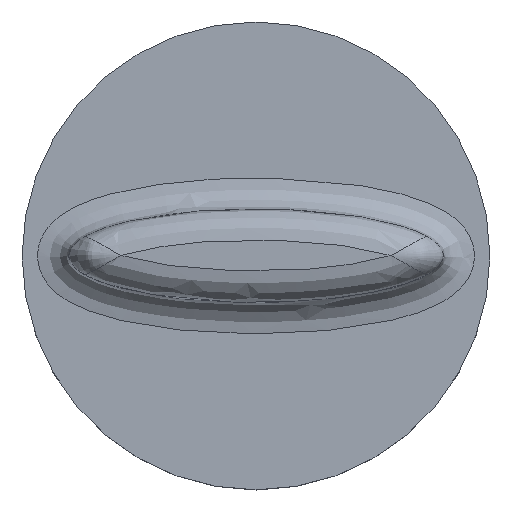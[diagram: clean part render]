
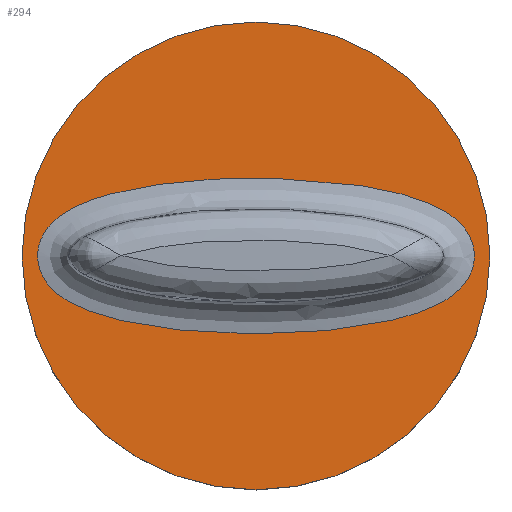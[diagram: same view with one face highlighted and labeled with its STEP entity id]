
A CAD part, top view. The second image highlights one B-rep face of the part: STEP entity #294.
In plain terms, the highlighted planar face has unit normal (0, 0, 1).
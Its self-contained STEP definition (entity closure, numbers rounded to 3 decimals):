
#102=CARTESIAN_POINT('',(-126.,-0.,180.));
#103=VERTEX_POINT('',#102);
#110=CARTESIAN_POINT('',(-111.,0.,180.));
#111=DIRECTION('',(-0.,-0.,1.));
#112=DIRECTION('',(-1.,0.,0.));
#113=AXIS2_PLACEMENT_3D('',#110,#111,#112);
#114=CIRCLE('',#113,15.);
#115=EDGE_CURVE('',#103,#103,#114,.T.);
#128=CARTESIAN_POINT('',(509.,0.,180.));
#129=DIRECTION('',(0.,0.,1.));
#130=DIRECTION('',(1.,0.,0.));
#131=AXIS2_PLACEMENT_3D('',#128,#129,#130);
#132=PLANE('',#131);
#133=CARTESIAN_POINT('',(-97.004,-0.14,180.));
#134=VERTEX_POINT('',#133);
#135=CARTESIAN_POINT('',(-97.004,-0.14,180.));
#136=CARTESIAN_POINT('',(-97.021,-0.48,180.));
#137=CARTESIAN_POINT('',(-97.099,-0.804,180.));
#138=CARTESIAN_POINT('',(-97.233,-1.114,180.));
#139=CARTESIAN_POINT('',(-97.3,-1.269,180.));
#140=CARTESIAN_POINT('',(-97.38,-1.418,180.));
#141=CARTESIAN_POINT('',(-97.471,-1.559,180.));
#142=CARTESIAN_POINT('',(-97.561,-1.7,180.));
#143=CARTESIAN_POINT('',(-97.663,-1.833,180.));
#144=CARTESIAN_POINT('',(-97.774,-1.96,180.));
#145=CARTESIAN_POINT('',(-98.217,-2.466,180.));
#146=CARTESIAN_POINT('',(-98.794,-2.843,180.));
#147=CARTESIAN_POINT('',(-99.392,-3.14,180.));
#148=CARTESIAN_POINT('',(-99.691,-3.289,180.));
#149=CARTESIAN_POINT('',(-99.996,-3.418,180.));
#150=CARTESIAN_POINT('',(-100.305,-3.534,180.));
#151=CARTESIAN_POINT('',(-100.615,-3.65,180.));
#152=CARTESIAN_POINT('',(-100.929,-3.754,180.));
#153=CARTESIAN_POINT('',(-101.245,-3.848,180.));
#154=CARTESIAN_POINT('',(-101.879,-4.036,180.));
#155=CARTESIAN_POINT('',(-102.524,-4.188,180.));
#156=CARTESIAN_POINT('',(-103.177,-4.317,180.));
#157=CARTESIAN_POINT('',(-103.83,-4.446,180.));
#158=CARTESIAN_POINT('',(-104.486,-4.55,180.));
#159=CARTESIAN_POINT('',(-105.143,-4.637,180.));
#160=CARTESIAN_POINT('',(-105.8,-4.723,180.));
#161=CARTESIAN_POINT('',(-106.458,-4.792,180.));
#162=CARTESIAN_POINT('',(-107.117,-4.846,180.));
#163=CARTESIAN_POINT('',(-108.435,-4.953,180.));
#164=CARTESIAN_POINT('',(-109.757,-5.002,180.));
#165=CARTESIAN_POINT('',(-111.083,-5.,180.));
#166=CARTESIAN_POINT('',(-111.746,-4.999,180.));
#167=CARTESIAN_POINT('',(-112.411,-4.985,180.));
#168=CARTESIAN_POINT('',(-113.074,-4.957,180.));
#169=CARTESIAN_POINT('',(-113.737,-4.929,180.));
#170=CARTESIAN_POINT('',(-114.398,-4.887,180.));
#171=CARTESIAN_POINT('',(-115.057,-4.831,180.));
#172=CARTESIAN_POINT('',(-115.715,-4.775,180.));
#173=CARTESIAN_POINT('',(-116.372,-4.703,180.));
#174=CARTESIAN_POINT('',(-117.026,-4.614,180.));
#175=CARTESIAN_POINT('',(-117.68,-4.525,180.));
#176=CARTESIAN_POINT('',(-118.332,-4.417,180.));
#177=CARTESIAN_POINT('',(-118.98,-4.285,180.));
#178=CARTESIAN_POINT('',(-119.627,-4.153,180.));
#179=CARTESIAN_POINT('',(-120.272,-3.998,180.));
#180=CARTESIAN_POINT('',(-120.91,-3.801,180.));
#181=CARTESIAN_POINT('',(-121.229,-3.702,180.));
#182=CARTESIAN_POINT('',(-121.547,-3.593,180.));
#183=CARTESIAN_POINT('',(-121.857,-3.471,180.));
#184=CARTESIAN_POINT('',(-122.167,-3.349,180.));
#185=CARTESIAN_POINT('',(-122.472,-3.214,180.));
#186=CARTESIAN_POINT('',(-122.767,-3.059,180.));
#187=CARTESIAN_POINT('',(-122.914,-2.982,180.));
#188=CARTESIAN_POINT('',(-123.059,-2.899,180.));
#189=CARTESIAN_POINT('',(-123.201,-2.81,180.));
#190=CARTESIAN_POINT('',(-123.343,-2.722,180.));
#191=CARTESIAN_POINT('',(-123.483,-2.626,180.));
#192=CARTESIAN_POINT('',(-123.616,-2.524,180.));
#193=CARTESIAN_POINT('',(-123.883,-2.321,180.));
#194=CARTESIAN_POINT('',(-124.126,-2.093,180.));
#195=CARTESIAN_POINT('',(-124.336,-1.829,180.));
#196=CARTESIAN_POINT('',(-124.441,-1.696,180.));
#197=CARTESIAN_POINT('',(-124.536,-1.557,180.));
#198=CARTESIAN_POINT('',(-124.619,-1.411,180.));
#199=CARTESIAN_POINT('',(-124.702,-1.266,180.));
#200=CARTESIAN_POINT('',(-124.773,-1.114,180.));
#201=CARTESIAN_POINT('',(-124.83,-0.955,180.));
#202=CARTESIAN_POINT('',(-124.946,-0.636,180.));
#203=CARTESIAN_POINT('',(-125.004,-0.306,180.));
#204=CARTESIAN_POINT('',(-125.,0.033,180.));
#205=CARTESIAN_POINT('',(-124.998,0.203,180.));
#206=CARTESIAN_POINT('',(-124.98,0.372,180.));
#207=CARTESIAN_POINT('',(-124.947,0.537,180.));
#208=CARTESIAN_POINT('',(-124.915,0.701,180.));
#209=CARTESIAN_POINT('',(-124.868,0.862,180.));
#210=CARTESIAN_POINT('',(-124.807,1.018,180.));
#211=CARTESIAN_POINT('',(-124.745,1.175,180.));
#212=CARTESIAN_POINT('',(-124.67,1.328,180.));
#213=CARTESIAN_POINT('',(-124.584,1.471,180.));
#214=CARTESIAN_POINT('',(-124.499,1.614,180.));
#215=CARTESIAN_POINT('',(-124.402,1.749,180.));
#216=CARTESIAN_POINT('',(-124.297,1.877,180.));
#217=CARTESIAN_POINT('',(-124.191,2.005,180.));
#218=CARTESIAN_POINT('',(-124.077,2.126,180.));
#219=CARTESIAN_POINT('',(-123.954,2.24,180.));
#220=CARTESIAN_POINT('',(-123.831,2.355,180.));
#221=CARTESIAN_POINT('',(-123.701,2.462,180.));
#222=CARTESIAN_POINT('',(-123.566,2.562,180.));
#223=CARTESIAN_POINT('',(-123.298,2.762,180.));
#224=CARTESIAN_POINT('',(-123.01,2.934,180.));
#225=CARTESIAN_POINT('',(-122.711,3.088,180.));
#226=CARTESIAN_POINT('',(-122.413,3.242,180.));
#227=CARTESIAN_POINT('',(-122.107,3.375,180.));
#228=CARTESIAN_POINT('',(-121.796,3.495,180.));
#229=CARTESIAN_POINT('',(-121.485,3.615,180.));
#230=CARTESIAN_POINT('',(-121.169,3.722,180.));
#231=CARTESIAN_POINT('',(-120.85,3.819,180.));
#232=CARTESIAN_POINT('',(-120.212,4.013,180.));
#233=CARTESIAN_POINT('',(-119.559,4.169,180.));
#234=CARTESIAN_POINT('',(-118.904,4.301,180.));
#235=CARTESIAN_POINT('',(-118.248,4.432,180.));
#236=CARTESIAN_POINT('',(-117.588,4.539,180.));
#237=CARTESIAN_POINT('',(-116.925,4.628,180.));
#238=CARTESIAN_POINT('',(-116.262,4.716,180.));
#239=CARTESIAN_POINT('',(-115.597,4.787,180.));
#240=CARTESIAN_POINT('',(-114.931,4.842,180.));
#241=CARTESIAN_POINT('',(-113.598,4.952,180.));
#242=CARTESIAN_POINT('',(-112.26,5.002,180.));
#243=CARTESIAN_POINT('',(-110.924,5.,180.));
#244=CARTESIAN_POINT('',(-110.256,4.999,180.));
#245=CARTESIAN_POINT('',(-109.588,4.985,180.));
#246=CARTESIAN_POINT('',(-108.92,4.956,180.));
#247=CARTESIAN_POINT('',(-108.253,4.928,180.));
#248=CARTESIAN_POINT('',(-107.584,4.886,180.));
#249=CARTESIAN_POINT('',(-106.919,4.829,180.));
#250=CARTESIAN_POINT('',(-106.253,4.772,180.));
#251=CARTESIAN_POINT('',(-105.59,4.699,180.));
#252=CARTESIAN_POINT('',(-104.931,4.608,180.));
#253=CARTESIAN_POINT('',(-104.272,4.517,180.));
#254=CARTESIAN_POINT('',(-103.615,4.408,180.));
#255=CARTESIAN_POINT('',(-102.964,4.274,180.));
#256=CARTESIAN_POINT('',(-102.313,4.14,180.));
#257=CARTESIAN_POINT('',(-101.666,3.981,180.));
#258=CARTESIAN_POINT('',(-101.026,3.781,180.));
#259=CARTESIAN_POINT('',(-100.707,3.681,180.));
#260=CARTESIAN_POINT('',(-100.388,3.57,180.));
#261=CARTESIAN_POINT('',(-100.075,3.445,180.));
#262=CARTESIAN_POINT('',(-99.763,3.319,180.));
#263=CARTESIAN_POINT('',(-99.457,3.18,180.));
#264=CARTESIAN_POINT('',(-99.162,3.021,180.));
#265=CARTESIAN_POINT('',(-99.015,2.942,180.));
#266=CARTESIAN_POINT('',(-98.87,2.857,180.));
#267=CARTESIAN_POINT('',(-98.728,2.766,180.));
#268=CARTESIAN_POINT('',(-98.587,2.675,180.));
#269=CARTESIAN_POINT('',(-98.448,2.576,180.));
#270=CARTESIAN_POINT('',(-98.315,2.471,180.));
#271=CARTESIAN_POINT('',(-98.05,2.261,180.));
#272=CARTESIAN_POINT('',(-97.81,2.026,180.));
#273=CARTESIAN_POINT('',(-97.607,1.755,180.));
#274=CARTESIAN_POINT('',(-97.505,1.619,180.));
#275=CARTESIAN_POINT('',(-97.413,1.475,180.));
#276=CARTESIAN_POINT('',(-97.334,1.326,180.));
#277=CARTESIAN_POINT('',(-97.256,1.177,180.));
#278=CARTESIAN_POINT('',(-97.189,1.022,180.));
#279=CARTESIAN_POINT('',(-97.137,0.86,180.));
#280=CARTESIAN_POINT('',(-97.084,0.698,180.));
#281=CARTESIAN_POINT('',(-97.047,0.532,180.));
#282=CARTESIAN_POINT('',(-97.024,0.366,180.));
#283=CARTESIAN_POINT('',(-97.002,0.199,180.));
#284=CARTESIAN_POINT('',(-96.995,0.03,180.));
#285=CARTESIAN_POINT('',(-97.004,-0.14,180.));
#286=B_SPLINE_CURVE_WITH_KNOTS('',3,(#135,#136,#137,#138,#139,#140,#141,#142,#143,#144,#145,#146,#147,#148,#149,#150,#151,#152,#153,#154,#155,#156,#157,#158,#159,#160,
#161,#162,#163,#164,#165,#166,#167,#168,#169,#170,#171,#172,#173,#174,#175,#176,#177,#178,#179,#180,#181,#182,#183,#184,#185,
#186,#187,#188,#189,#190,#191,#192,#193,#194,#195,#196,#197,#198,#199,#200,#201,#202,#203,#204,#205,#206,#207,#208,#209,#210,
#211,#212,#213,#214,#215,#216,#217,#218,#219,#220,#221,#222,#223,#224,#225,#226,#227,#228,#229,#230,#231,#232,#233,#234,#235,
#236,#237,#238,#239,#240,#241,#242,#243,#244,#245,#246,#247,#248,#249,#250,#251,#252,#253,#254,#255,#256,#257,#258,#259,#260,
#261,#262,#263,#264,#265,#266,#267,#268,#269,#270,#271,#272,#273,#274,#275,#276,#277,#278,#279,#280,#281,#282,#283,#284,#285),.UNSPECIFIED.,.T.,.F.,(4,3,3,3,3,3,3,3,3,3,3,3,3,3,3,3,3,3,3,3,3,3,3,3,3,3,
3,3,3,3,3,3,3,3,3,3,3,3,3,3,3,3,3,3,3,3,3,3,3,3,4),(0.,0.001,0.002,0.002,0.004,0.005,0.006,0.008,0.01,0.012,0.016,0.018,0.02,0.022,0.024,0.026,0.027,0.028,0.029,0.029,0.03,0.031,0.031,0.032,0.033,0.033,
0.034,0.034,0.035,0.035,0.036,0.037,0.038,0.04,0.042,0.044,0.048,0.05,0.052,0.054,0.057,0.059,0.06,0.061,0.061,0.062,0.063,0.063,0.064,0.064,0.065),.UNSPECIFIED.);
#287=EDGE_CURVE('',#134,#134,#286,.T.);
#288=ORIENTED_EDGE('',*,*,#287,.T.);
#289=EDGE_LOOP('',(#288));
#290=FACE_BOUND('',#289,.T.);
#291=ORIENTED_EDGE('',*,*,#115,.T.);
#292=EDGE_LOOP('',(#291));
#293=FACE_BOUND('',#292,.T.);
#294=ADVANCED_FACE('',(#290,#293),#132,.T.);
